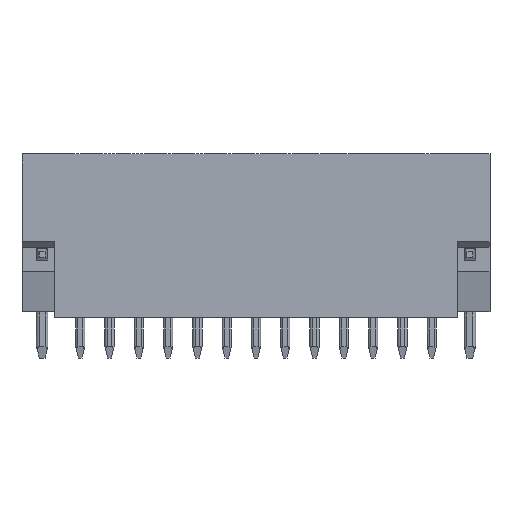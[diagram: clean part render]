
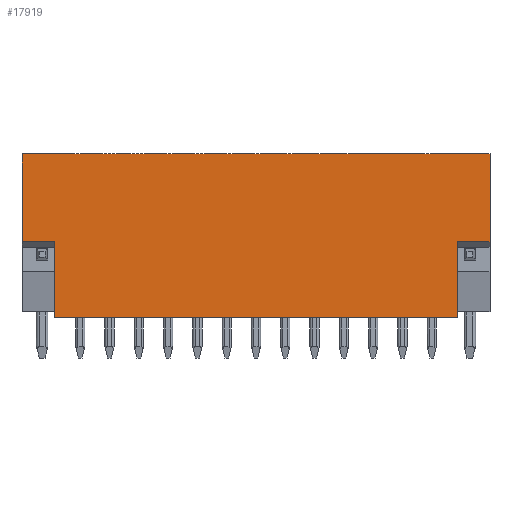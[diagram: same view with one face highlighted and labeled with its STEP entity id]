
A CAD part, left-side view. The second image highlights one B-rep face of the part: STEP entity #17919.
In plain terms, the highlighted planar face has unit normal (-1, 0, 0).
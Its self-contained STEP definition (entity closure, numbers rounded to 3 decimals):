
#558=DIRECTION('',(0.,0.,-1.));
#559=VECTOR('',#558,7.6);
#560=CARTESIAN_POINT('',(-5.25,-35.53,7.1));
#561=LINE('',#560,#559);
#602=DIRECTION('',(0.,0.,1.));
#603=VECTOR('',#602,6.6);
#604=CARTESIAN_POINT('',(-5.25,-32.73,-7.1));
#605=LINE('',#604,#603);
#794=DIRECTION('',(0.,-1.,0.));
#795=VECTOR('',#794,2.8);
#796=CARTESIAN_POINT('',(-5.25,-32.73,-0.5));
#797=LINE('',#796,#795);
#798=DIRECTION('',(0.,-1.,0.));
#799=VECTOR('',#798,2.8);
#800=CARTESIAN_POINT('',(-5.25,5.05,-0.5));
#801=LINE('',#800,#799);
#1218=DIRECTION('',(0.,-1.,0.));
#1219=VECTOR('',#1218,34.98);
#1220=CARTESIAN_POINT('',(-5.25,2.25,-7.1));
#1221=LINE('',#1220,#1219);
#10608=DIRECTION('',(0.,1.,0.));
#10609=VECTOR('',#10608,40.58);
#10610=CARTESIAN_POINT('',(-5.25,-35.53,7.1));
#10611=LINE('',#10610,#10609);
#11073=DIRECTION('',(0.,0.,1.));
#11074=VECTOR('',#11073,7.6);
#11075=CARTESIAN_POINT('',(-5.25,5.05,-0.5));
#11076=LINE('',#11075,#11074);
#11089=DIRECTION('',(0.,0.,-1.));
#11090=VECTOR('',#11089,6.6);
#11091=CARTESIAN_POINT('',(-5.25,2.25,-0.5));
#11092=LINE('',#11091,#11090);
#13547=CARTESIAN_POINT('',(-5.25,-35.53,7.1));
#13548=CARTESIAN_POINT('',(-5.25,5.05,7.1));
#13549=VERTEX_POINT('',#13547);
#13550=VERTEX_POINT('',#13548);
#13611=CARTESIAN_POINT('',(-5.25,2.25,-7.1));
#13612=CARTESIAN_POINT('',(-5.25,-32.73,-7.1));
#13613=VERTEX_POINT('',#13611);
#13614=VERTEX_POINT('',#13612);
#13647=CARTESIAN_POINT('',(-5.25,-35.53,-0.5));
#13649=VERTEX_POINT('',#13647);
#13653=CARTESIAN_POINT('',(-5.25,-32.73,-0.5));
#13654=VERTEX_POINT('',#13653);
#13659=CARTESIAN_POINT('',(-5.25,5.05,-0.5));
#13660=VERTEX_POINT('',#13659);
#13661=CARTESIAN_POINT('',(-5.25,2.25,-0.5));
#13662=VERTEX_POINT('',#13661);
#17899=CARTESIAN_POINT('',(-5.25,-31.75,-7.1));
#17900=DIRECTION('',(-1.,0.,0.));
#17901=DIRECTION('',(0.,0.,1.));
#17902=AXIS2_PLACEMENT_3D('',#17899,#17900,#17901);
#17903=PLANE('',#17902);
#17904=ORIENTED_EDGE('',*,*,#17894,.F.);
#17905=ORIENTED_EDGE('',*,*,#17582,.F.);
#17907=ORIENTED_EDGE('',*,*,#17906,.F.);
#17909=ORIENTED_EDGE('',*,*,#17908,.F.);
#17911=ORIENTED_EDGE('',*,*,#17910,.F.);
#17913=ORIENTED_EDGE('',*,*,#17912,.T.);
#17915=ORIENTED_EDGE('',*,*,#17914,.F.);
#17916=ORIENTED_EDGE('',*,*,#17537,.T.);
#17917=EDGE_LOOP('',(#17904,#17905,#17907,#17909,#17911,#17913,#17915,#17916));
#17918=FACE_OUTER_BOUND('',#17917,.F.);
#17919=ADVANCED_FACE('',(#17918),#17903,.T.);
#17537=EDGE_CURVE('',#13549,#13649,#561,.T.);
#17582=EDGE_CURVE('',#13614,#13654,#605,.T.);
#17894=EDGE_CURVE('',#13654,#13649,#797,.T.);
#17906=EDGE_CURVE('',#13613,#13614,#1221,.T.);
#17908=EDGE_CURVE('',#13662,#13613,#11092,.T.);
#17910=EDGE_CURVE('',#13660,#13662,#801,.T.);
#17912=EDGE_CURVE('',#13660,#13550,#11076,.T.);
#17914=EDGE_CURVE('',#13549,#13550,#10611,.T.);
